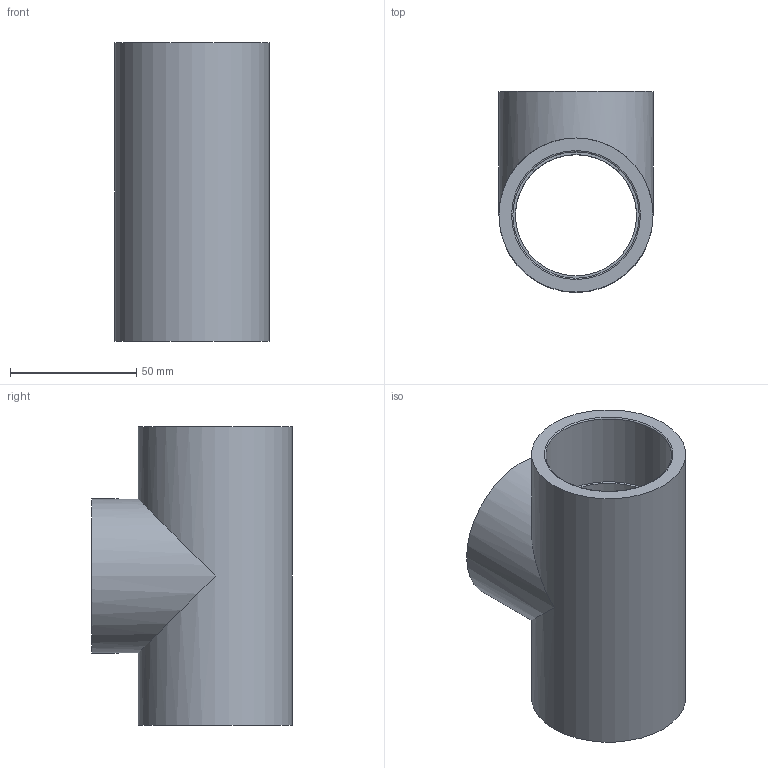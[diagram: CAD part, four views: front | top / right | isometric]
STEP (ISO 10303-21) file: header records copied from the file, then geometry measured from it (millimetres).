
FILE_DESCRIPTION(/* description */ (''),/* implementation_level */ '2;1');
FILE_NAME(/* name */ 'TE42050F.ipt.stp',/* time_stamp */ '2017-02-28T12:30:47+01:00',/* author */ ('Gabriele'),/* organization */ (''),/* preprocessor_version */ 'ST-DEVELOPER v16.5',/* originating_system */ 'Autodesk Inventor 2017',/* authorisation */ '');
FILE_SCHEMA (('AUTOMOTIVE_DESIGN { 1 0 10303 214 3 1 1 }'));
Length unit declared in the file: millimetre
Products named in the file (1): TE42050F
Bounding box: 61 x 79.5 x 118 mm (x, y, z)
Volume: 143357.2 mm3; surface area: 57633.1 mm2
Topology: 2 solids, 2 shells, 26 faces, 54 edges, 35 vertices
Faces by surface type: cylinder 9, plane 8, bspline 6, torus 3
Full cylindrical faces by diameter (mm): 44 x1, 47.8 x2, 48 x1, 50 x2, 61 x2
Entity records: 4907 total; most frequent: CARTESIAN_POINT 4406, DIRECTION 84, ORIENTED_EDGE 82, EDGE_LOOP 47, AXIS2_PLACEMENT_3D 42, EDGE_CURVE 41, VERTEX_POINT 34, FACE_OUTER_BOUND 26
